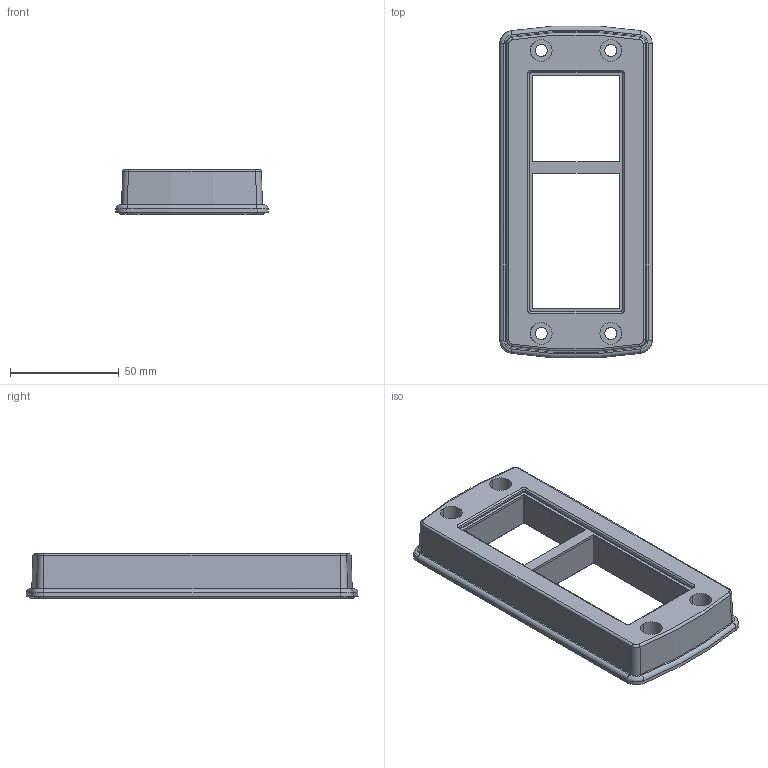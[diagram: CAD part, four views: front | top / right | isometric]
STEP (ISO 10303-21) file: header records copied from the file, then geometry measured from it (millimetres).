
FILE_DESCRIPTION(('CATIA V5 STEP Exchange','CAx-IF Rec.Pracs.--- Model Styling and Organization---1.4--- 2014-01-23'),'2;1');
FILE_NAME ('D1463331_0_2583720000_2583720000.stp','2019-02-01T08:50:41+00:00',('none'),('Weidmueller'),'CATIA Version 5-6 Release 2016 SP3 HF44','CATIA V5 STEP AP214','none');
FILE_SCHEMA(('AUTOMOTIVE_DESIGN { 1 0 10303 214 1 1 1 1 }'));
Length unit declared in the file: millimetre
Products named in the file (1): 2583720000_CABTITE_FR_24/10_SET
Bounding box: 70.08 x 152.53 x 20.6 mm (x, y, z)
Volume: 95994.8 mm3; surface area: 29169.1 mm2
Topology: 1 solids, 1 shells, 135 faces, 324 edges, 200 vertices
Faces by surface type: plane 47, cylinder 42, bspline 32, torus 6, extrusion 4, cone 4
Entity records: 7347 total; most frequent: CARTESIAN_POINT 4627, ORIENTED_EDGE 648, DIRECTION 381, EDGE_CURVE 324, VERTEX_POINT 200, EDGE_LOOP 156, VECTOR 151, LINE 147
